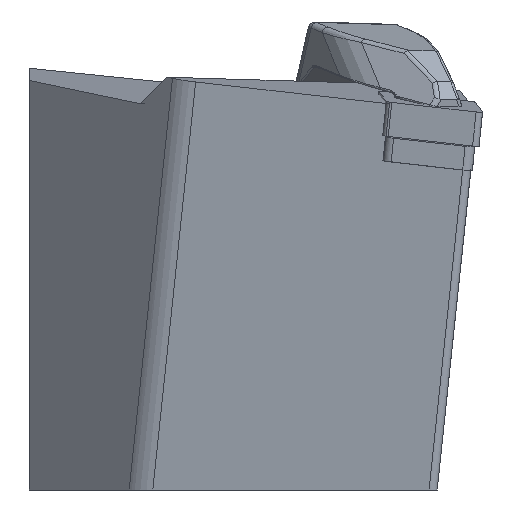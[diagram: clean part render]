
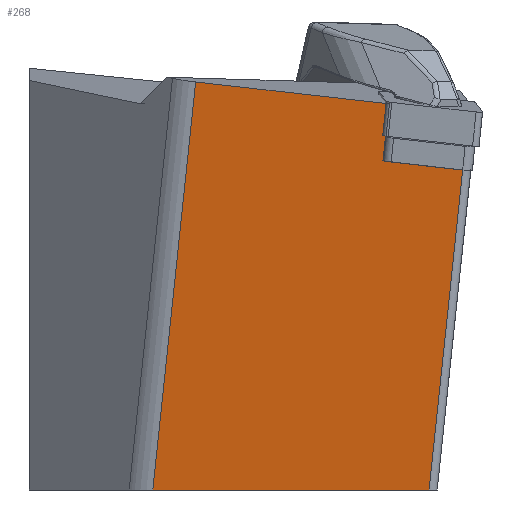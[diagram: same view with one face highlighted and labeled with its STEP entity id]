
A CAD part, left-side view. The second image highlights one B-rep face of the part: STEP entity #268.
In plain terms, the highlighted planar face has unit normal (-0.992, 0.087, -0.096).
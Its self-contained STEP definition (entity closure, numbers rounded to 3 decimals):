
#268=ADVANCED_FACE('',(#443),#391,.F.);
#391=PLANE('',#2223);
#443=FACE_OUTER_BOUND('',#562,.T.);
#562=EDGE_LOOP('',(#1083,#1084,#1085,#1086,#1087,#1088,#1089));
#685=LINE('',#3062,#857);
#706=LINE('',#3123,#878);
#720=LINE('',#3153,#892);
#721=LINE('',#3157,#893);
#722=LINE('',#3158,#894);
#723=LINE('',#3160,#895);
#724=LINE('',#3161,#896);
#857=VECTOR('',#2435,1.);
#878=VECTOR('',#2480,1.);
#892=VECTOR('',#2502,1.);
#893=VECTOR('',#2507,1.);
#894=VECTOR('',#2508,1.);
#895=VECTOR('',#2509,1.);
#896=VECTOR('',#2510,1.);
#1083=ORIENTED_EDGE('',*,*,#1830,.F.);
#1084=ORIENTED_EDGE('',*,*,#1877,.T.);
#1085=ORIENTED_EDGE('',*,*,#1860,.F.);
#1086=ORIENTED_EDGE('',*,*,#1878,.T.);
#1087=ORIENTED_EDGE('',*,*,#1879,.F.);
#1088=ORIENTED_EDGE('',*,*,#1875,.T.);
#1089=ORIENTED_EDGE('',*,*,#1880,.F.);
#1639=VERTEX_POINT('',#3059);
#1640=VERTEX_POINT('',#3061);
#1662=VERTEX_POINT('',#3109);
#1668=VERTEX_POINT('',#3122);
#1680=VERTEX_POINT('',#3152);
#1681=VERTEX_POINT('',#3154);
#1682=VERTEX_POINT('',#3159);
#1830=EDGE_CURVE('',#1640,#1639,#685,.T.);
#1860=EDGE_CURVE('',#1668,#1662,#706,.T.);
#1875=EDGE_CURVE('',#1681,#1680,#720,.T.);
#1877=EDGE_CURVE('',#1640,#1662,#721,.T.);
#1878=EDGE_CURVE('',#1668,#1682,#722,.T.);
#1879=EDGE_CURVE('',#1681,#1682,#723,.T.);
#1880=EDGE_CURVE('',#1639,#1680,#724,.T.);
#2223=AXIS2_PLACEMENT_3D('',#3162,#2511,#2512);
#2435=DIRECTION('',(-0.076,-0.991,-0.112));
#2480=DIRECTION('',(-0.076,-0.991,-0.112));
#2502=DIRECTION('',(-0.105,-0.104,0.989));
#2507=DIRECTION('',(-0.105,-0.104,0.989));
#2508=DIRECTION('',(0.105,0.104,-0.989));
#2509=DIRECTION('',(0.087,0.996,0.));
#2510=DIRECTION('',(-0.076,-0.991,-0.112));
#2511=DIRECTION('',(0.992,-0.087,0.096));
#2512=DIRECTION('',(0.096,0.,-0.995));
#3059=CARTESIAN_POINT('',(2.326,-47.248,-6.491));
#3061=CARTESIAN_POINT('',(2.355,-46.873,-6.449));
#3062=CARTESIAN_POINT('',(1.551,-57.362,-7.636));
#3109=CARTESIAN_POINT('',(1.556,-47.667,1.108));
#3122=CARTESIAN_POINT('',(3.521,-22.018,4.011));
#3123=CARTESIAN_POINT('',(0.753,-58.156,-0.08));
#3152=CARTESIAN_POINT('',(1.551,-57.362,-7.636));
#3153=CARTESIAN_POINT('',(8.457,-50.495,-72.974));
#3154=CARTESIAN_POINT('',(6.029,-52.91,-50.));
#3157=CARTESIAN_POINT('',(1.31,-47.912,3.442));
#3158=CARTESIAN_POINT('',(11.224,-14.356,-68.883));
#3159=CARTESIAN_POINT('',(9.229,-16.341,-50.));
#3160=CARTESIAN_POINT('',(6.257,-50.302,-50.));
#3161=CARTESIAN_POINT('',(1.551,-57.362,-7.636));
#3162=CARTESIAN_POINT('',(8.457,-50.495,-72.974));
